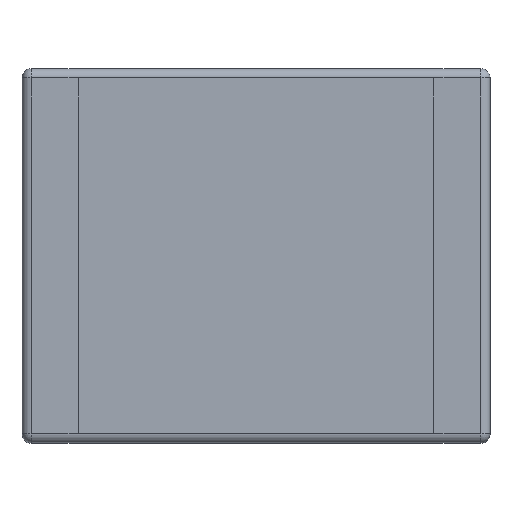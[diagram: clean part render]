
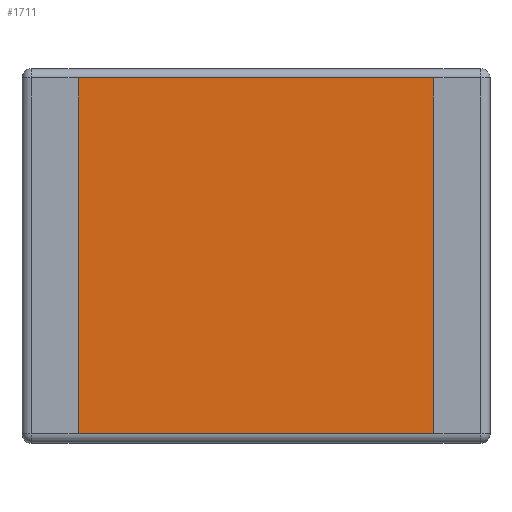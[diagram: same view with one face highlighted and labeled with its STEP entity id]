
A CAD part, top view. The second image highlights one B-rep face of the part: STEP entity #1711.
In plain terms, the highlighted planar face has unit normal (0, 0, 1).
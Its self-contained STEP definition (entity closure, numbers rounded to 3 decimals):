
#33 = CYLINDRICAL_SURFACE('',#34,0.05);
#34 = AXIS2_PLACEMENT_3D('',#35,#36,#37);
#35 = CARTESIAN_POINT('',(0.,-0.95,1.15));
#36 = DIRECTION('',(1.,0.,0.));
#37 = DIRECTION('',(0.,-0.707,0.707));
#325 = VERTEX_POINT('',#326);
#326 = CARTESIAN_POINT('',(0.95,-0.95,1.2));
#362 = PLANE('',#363);
#363 = AXIS2_PLACEMENT_3D('',#364,#365,#366);
#364 = CARTESIAN_POINT('',(1.25,1.,1.2));
#365 = DIRECTION('',(0.,0.,-1.));
#366 = DIRECTION('',(0.,1.,0.));
#374 = EDGE_CURVE('',#325,#375,#377,.T.);
#375 = VERTEX_POINT('',#376);
#376 = CARTESIAN_POINT('',(-0.95,-0.95,1.2));
#377 = SURFACE_CURVE('',#378,(#382,#411),.PCURVE_S1.);
#378 = LINE('',#379,#380);
#379 = CARTESIAN_POINT('',(0.,-0.95,1.2));
#380 = VECTOR('',#381,1.);
#381 = DIRECTION('',(-1.,0.,0.));
#382 = PCURVE('',#33,#383);
#383 = DEFINITIONAL_REPRESENTATION('',(#384),#410);
#384 = B_SPLINE_CURVE_WITH_KNOTS('',3,(#385,#386,#387,#388,#389,#390,
    #391,#392,#393,#394,#395,#396,#397,#398,#399,#400,#401,#402,#403,
    #404,#405,#406,#407,#408,#409),.UNSPECIFIED.,.F.,.F.,(4,1,1,1,1,1,1,
    1,1,1,1,1,1,1,1,1,1,1,1,1,1,1,4),(-0.95,-0.864,
    -0.777,-0.691,-0.605,-0.518,
    -0.432,-0.345,-0.259,-0.173,
    -0.086,0.,0.086,
    0.173,0.259,0.345,0.432,
    0.518,0.605,0.691,0.777,
    0.864,0.95),.UNSPECIFIED.);
#385 = CARTESIAN_POINT('',(5.498,0.95));
#386 = CARTESIAN_POINT('',(5.498,0.921));
#387 = CARTESIAN_POINT('',(5.498,0.864));
#388 = CARTESIAN_POINT('',(5.498,0.777));
#389 = CARTESIAN_POINT('',(5.498,0.691));
#390 = CARTESIAN_POINT('',(5.498,0.605));
#391 = CARTESIAN_POINT('',(5.498,0.518));
#392 = CARTESIAN_POINT('',(5.498,0.432));
#393 = CARTESIAN_POINT('',(5.498,0.345));
#394 = CARTESIAN_POINT('',(5.498,0.259));
#395 = CARTESIAN_POINT('',(5.498,0.173));
#396 = CARTESIAN_POINT('',(5.498,0.086));
#397 = CARTESIAN_POINT('',(5.498,0.));
#398 = CARTESIAN_POINT('',(5.498,-0.086));
#399 = CARTESIAN_POINT('',(5.498,-0.173));
#400 = CARTESIAN_POINT('',(5.498,-0.259));
#401 = CARTESIAN_POINT('',(5.498,-0.345));
#402 = CARTESIAN_POINT('',(5.498,-0.432));
#403 = CARTESIAN_POINT('',(5.498,-0.518));
#404 = CARTESIAN_POINT('',(5.498,-0.605));
#405 = CARTESIAN_POINT('',(5.498,-0.691));
#406 = CARTESIAN_POINT('',(5.498,-0.777));
#407 = CARTESIAN_POINT('',(5.498,-0.864));
#408 = CARTESIAN_POINT('',(5.498,-0.921));
#409 = CARTESIAN_POINT('',(5.498,-0.95));
#410 = ( GEOMETRIC_REPRESENTATION_CONTEXT(2) 
PARAMETRIC_REPRESENTATION_CONTEXT() REPRESENTATION_CONTEXT('2D SPACE',''
  ) );
#411 = PCURVE('',#412,#417);
#412 = PLANE('',#413);
#413 = AXIS2_PLACEMENT_3D('',#414,#415,#416);
#414 = CARTESIAN_POINT('',(1.25,1.,1.2));
#415 = DIRECTION('',(0.,0.,-1.));
#416 = DIRECTION('',(0.,1.,0.));
#417 = DEFINITIONAL_REPRESENTATION('',(#418),#422);
#418 = LINE('',#419,#420);
#419 = CARTESIAN_POINT('',(-1.95,-1.25));
#420 = VECTOR('',#421,1.);
#421 = DIRECTION('',(0.,-1.));
#422 = ( GEOMETRIC_REPRESENTATION_CONTEXT(2) 
PARAMETRIC_REPRESENTATION_CONTEXT() REPRESENTATION_CONTEXT('2D SPACE',''
  ) );
#460 = PLANE('',#461);
#461 = AXIS2_PLACEMENT_3D('',#462,#463,#464);
#462 = CARTESIAN_POINT('',(1.25,1.,1.2));
#463 = DIRECTION('',(0.,0.,-1.));
#464 = DIRECTION('',(0.,1.,0.));
#803 = CYLINDRICAL_SURFACE('',#804,0.05);
#804 = AXIS2_PLACEMENT_3D('',#805,#806,#807);
#805 = CARTESIAN_POINT('',(0.,0.95,1.15));
#806 = DIRECTION('',(-1.,0.,0.));
#807 = DIRECTION('',(0.,0.707,0.707));
#1090 = VERTEX_POINT('',#1091);
#1091 = CARTESIAN_POINT('',(-0.95,0.95,1.2));
#1134 = EDGE_CURVE('',#1090,#1135,#1137,.T.);
#1135 = VERTEX_POINT('',#1136);
#1136 = CARTESIAN_POINT('',(0.95,0.95,1.2));
#1137 = SURFACE_CURVE('',#1138,(#1142,#1171),.PCURVE_S1.);
#1138 = LINE('',#1139,#1140);
#1139 = CARTESIAN_POINT('',(0.,0.95,1.2));
#1140 = VECTOR('',#1141,1.);
#1141 = DIRECTION('',(1.,0.,0.));
#1142 = PCURVE('',#803,#1143);
#1143 = DEFINITIONAL_REPRESENTATION('',(#1144),#1170);
#1144 = B_SPLINE_CURVE_WITH_KNOTS('',3,(#1145,#1146,#1147,#1148,#1149,
    #1150,#1151,#1152,#1153,#1154,#1155,#1156,#1157,#1158,#1159,#1160,
    #1161,#1162,#1163,#1164,#1165,#1166,#1167,#1168,#1169),
  .UNSPECIFIED.,.F.,.F.,(4,1,1,1,1,1,1,1,1,1,1,1,1,1,1,1,1,1,1,1,1,1,4),
  (-0.95,-0.864,-0.777,-0.691,-0.605
    ,-0.518,-0.432,-0.345,-0.259,
    -0.173,-0.086,0.,
    0.086,0.173,0.259,0.345,
    0.432,0.518,0.605,0.691,
    0.777,0.864,0.95),.UNSPECIFIED.);
#1145 = CARTESIAN_POINT('',(5.498,0.95));
#1146 = CARTESIAN_POINT('',(5.498,0.921));
#1147 = CARTESIAN_POINT('',(5.498,0.864));
#1148 = CARTESIAN_POINT('',(5.498,0.777));
#1149 = CARTESIAN_POINT('',(5.498,0.691));
#1150 = CARTESIAN_POINT('',(5.498,0.605));
#1151 = CARTESIAN_POINT('',(5.498,0.518));
#1152 = CARTESIAN_POINT('',(5.498,0.432));
#1153 = CARTESIAN_POINT('',(5.498,0.345));
#1154 = CARTESIAN_POINT('',(5.498,0.259));
#1155 = CARTESIAN_POINT('',(5.498,0.173));
#1156 = CARTESIAN_POINT('',(5.498,0.086));
#1157 = CARTESIAN_POINT('',(5.498,0.));
#1158 = CARTESIAN_POINT('',(5.498,-0.086));
#1159 = CARTESIAN_POINT('',(5.498,-0.173));
#1160 = CARTESIAN_POINT('',(5.498,-0.259));
#1161 = CARTESIAN_POINT('',(5.498,-0.345));
#1162 = CARTESIAN_POINT('',(5.498,-0.432));
#1163 = CARTESIAN_POINT('',(5.498,-0.518));
#1164 = CARTESIAN_POINT('',(5.498,-0.605));
#1165 = CARTESIAN_POINT('',(5.498,-0.691));
#1166 = CARTESIAN_POINT('',(5.498,-0.777));
#1167 = CARTESIAN_POINT('',(5.498,-0.864));
#1168 = CARTESIAN_POINT('',(5.498,-0.921));
#1169 = CARTESIAN_POINT('',(5.498,-0.95));
#1170 = ( GEOMETRIC_REPRESENTATION_CONTEXT(2) 
PARAMETRIC_REPRESENTATION_CONTEXT() REPRESENTATION_CONTEXT('2D SPACE',''
  ) );
#1171 = PCURVE('',#412,#1172);
#1172 = DEFINITIONAL_REPRESENTATION('',(#1173),#1177);
#1173 = LINE('',#1174,#1175);
#1174 = CARTESIAN_POINT('',(-0.05,-1.25));
#1175 = VECTOR('',#1176,1.);
#1176 = DIRECTION('',(0.,1.));
#1177 = ( GEOMETRIC_REPRESENTATION_CONTEXT(2) 
PARAMETRIC_REPRESENTATION_CONTEXT() REPRESENTATION_CONTEXT('2D SPACE',''
  ) );
#1691 = EDGE_CURVE('',#1090,#375,#1692,.T.);
#1692 = SURFACE_CURVE('',#1693,(#1697,#1704),.PCURVE_S1.);
#1693 = LINE('',#1694,#1695);
#1694 = CARTESIAN_POINT('',(-0.95,1.,1.2));
#1695 = VECTOR('',#1696,1.);
#1696 = DIRECTION('',(0.,-1.,0.));
#1697 = PCURVE('',#460,#1698);
#1698 = DEFINITIONAL_REPRESENTATION('',(#1699),#1703);
#1699 = LINE('',#1700,#1701);
#1700 = CARTESIAN_POINT('',(0.,-2.2));
#1701 = VECTOR('',#1702,1.);
#1702 = DIRECTION('',(-1.,0.));
#1703 = ( GEOMETRIC_REPRESENTATION_CONTEXT(2) 
PARAMETRIC_REPRESENTATION_CONTEXT() REPRESENTATION_CONTEXT('2D SPACE',''
  ) );
#1704 = PCURVE('',#412,#1705);
#1705 = DEFINITIONAL_REPRESENTATION('',(#1706),#1710);
#1706 = LINE('',#1707,#1708);
#1707 = CARTESIAN_POINT('',(0.,-2.2));
#1708 = VECTOR('',#1709,1.);
#1709 = DIRECTION('',(-1.,0.));
#1710 = ( GEOMETRIC_REPRESENTATION_CONTEXT(2) 
PARAMETRIC_REPRESENTATION_CONTEXT() REPRESENTATION_CONTEXT('2D SPACE',''
  ) );
#1711 = ADVANCED_FACE('',(#1712),#412,.F.);
#1712 = FACE_BOUND('',#1713,.T.);
#1713 = EDGE_LOOP('',(#1714,#1715,#1716,#1717));
#1714 = ORIENTED_EDGE('',*,*,#1134,.F.);
#1715 = ORIENTED_EDGE('',*,*,#1691,.T.);
#1716 = ORIENTED_EDGE('',*,*,#374,.F.);
#1717 = ORIENTED_EDGE('',*,*,#1718,.T.);
#1718 = EDGE_CURVE('',#325,#1135,#1719,.T.);
#1719 = SURFACE_CURVE('',#1720,(#1724,#1731),.PCURVE_S1.);
#1720 = LINE('',#1721,#1722);
#1721 = CARTESIAN_POINT('',(0.95,1.,1.2));
#1722 = VECTOR('',#1723,1.);
#1723 = DIRECTION('',(0.,1.,0.));
#1724 = PCURVE('',#412,#1725);
#1725 = DEFINITIONAL_REPRESENTATION('',(#1726),#1730);
#1726 = LINE('',#1727,#1728);
#1727 = CARTESIAN_POINT('',(0.,-0.3));
#1728 = VECTOR('',#1729,1.);
#1729 = DIRECTION('',(1.,0.));
#1730 = ( GEOMETRIC_REPRESENTATION_CONTEXT(2) 
PARAMETRIC_REPRESENTATION_CONTEXT() REPRESENTATION_CONTEXT('2D SPACE',''
  ) );
#1731 = PCURVE('',#362,#1732);
#1732 = DEFINITIONAL_REPRESENTATION('',(#1733),#1737);
#1733 = LINE('',#1734,#1735);
#1734 = CARTESIAN_POINT('',(0.,-0.3));
#1735 = VECTOR('',#1736,1.);
#1736 = DIRECTION('',(1.,0.));
#1737 = ( GEOMETRIC_REPRESENTATION_CONTEXT(2) 
PARAMETRIC_REPRESENTATION_CONTEXT() REPRESENTATION_CONTEXT('2D SPACE',''
  ) );
